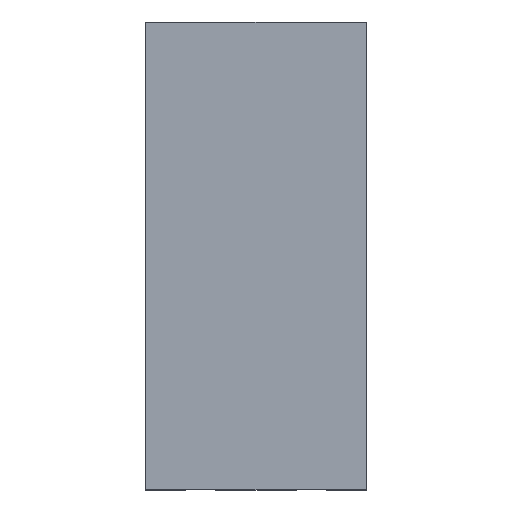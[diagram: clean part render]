
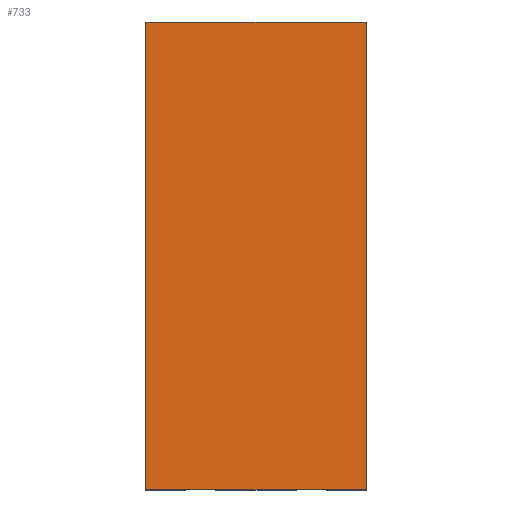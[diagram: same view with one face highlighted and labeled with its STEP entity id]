
A CAD part, top view. The second image highlights one B-rep face of the part: STEP entity #733.
In plain terms, the highlighted planar face has unit normal (0, 0, 1).
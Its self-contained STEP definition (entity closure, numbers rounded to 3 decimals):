
#12 = CARTESIAN_POINT ( 'NONE',  ( 20., 42.35, 5. ) ) ;
#66 = EDGE_CURVE ( 'NONE', #420, #827, #562, .T. ) ;
#85 = DIRECTION ( 'NONE',  ( 1., 0., 0. ) ) ;
#107 = CARTESIAN_POINT ( 'NONE',  ( -20., 42.35, 5. ) ) ;
#116 = ORIENTED_EDGE ( 'NONE', *, *, #66, .T. ) ;
#118 = EDGE_LOOP ( 'NONE', ( #116, #534, #361, #685 ) ) ;
#144 = CARTESIAN_POINT ( 'NONE',  ( -20., 42.35, 5. ) ) ;
#156 = CARTESIAN_POINT ( 'NONE',  ( -20., 42.35, 5. ) ) ;
#167 = CARTESIAN_POINT ( 'NONE',  ( 20., -42.35, 5. ) ) ;
#207 = EDGE_CURVE ( 'NONE', #525, #384, #503, .T. ) ;
#222 = LINE ( 'NONE', #358, #839 ) ;
#280 = DIRECTION ( 'NONE',  ( -1., 0., 0. ) ) ;
#348 = FACE_OUTER_BOUND ( 'NONE', #118, .T. ) ;
#358 = CARTESIAN_POINT ( 'NONE',  ( -20., 42.35, 5. ) ) ;
#361 = ORIENTED_EDGE ( 'NONE', *, *, #207, .F. ) ;
#377 = EDGE_CURVE ( 'NONE', #384, #827, #483, .T. ) ;
#384 = VERTEX_POINT ( 'NONE', #12 ) ;
#411 = VECTOR ( 'NONE', #85, 1000. ) ;
#412 = EDGE_CURVE ( 'NONE', #525, #420, #222, .T. ) ;
#420 = VERTEX_POINT ( 'NONE', #575 ) ;
#423 = VECTOR ( 'NONE', #753, 1000. ) ;
#433 = PLANE ( 'NONE',  #583 ) ;
#483 = LINE ( 'NONE', #558, #423 ) ;
#489 = DIRECTION ( 'NONE',  ( 0., -1., 0. ) ) ;
#503 = LINE ( 'NONE', #156, #524 ) ;
#524 = VECTOR ( 'NONE', #784, 1000. ) ;
#525 = VERTEX_POINT ( 'NONE', #107 ) ;
#534 = ORIENTED_EDGE ( 'NONE', *, *, #377, .F. ) ;
#558 = CARTESIAN_POINT ( 'NONE',  ( 20., 42.35, 5. ) ) ;
#562 = LINE ( 'NONE', #838, #411 ) ;
#575 = CARTESIAN_POINT ( 'NONE',  ( -20., -42.35, 5. ) ) ;
#583 = AXIS2_PLACEMENT_3D ( 'NONE', #144, #763, #280 ) ;
#685 = ORIENTED_EDGE ( 'NONE', *, *, #412, .T. ) ;
#733 = ADVANCED_FACE ( 'NONE', ( #348 ), #433, .F. ) ;
#753 = DIRECTION ( 'NONE',  ( 0., -1., 0. ) ) ;
#763 = DIRECTION ( 'NONE',  ( 0., 0., -1. ) ) ;
#784 = DIRECTION ( 'NONE',  ( 1., 0., 0. ) ) ;
#827 = VERTEX_POINT ( 'NONE', #167 ) ;
#838 = CARTESIAN_POINT ( 'NONE',  ( -20., -42.35, 5. ) ) ;
#839 = VECTOR ( 'NONE', #489, 1000. ) ;
